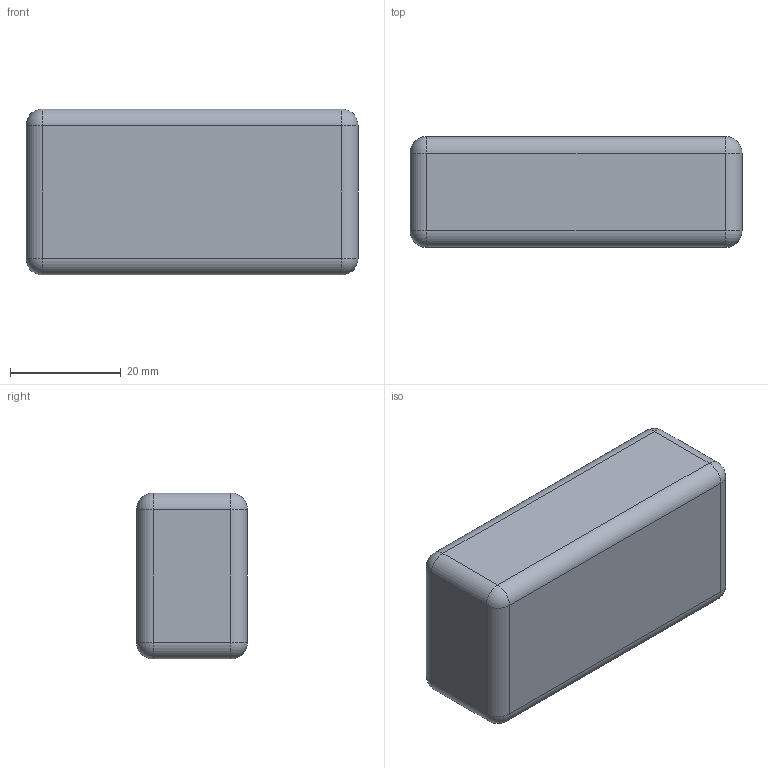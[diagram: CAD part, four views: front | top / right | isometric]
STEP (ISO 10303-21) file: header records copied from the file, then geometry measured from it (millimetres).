
FILE_DESCRIPTION (( 'STEP AP203' ), '1' );
FILE_NAME ('Tattu_750_3s_OFD.STEP', '2022-08-08T13:58:19', ( '' ), ( '' ), 'SwSTEP 2.0', 'SolidWorks 2020', '' );
FILE_SCHEMA (( 'CONFIG_CONTROL_DESIGN' ));
Length unit declared in the file: millimetre
Products named in the file (1): Tattu_750_3s_OFD
Bounding box: 60 x 20 x 30 mm (x, y, z)
Volume: 35177.8 mm3; surface area: 6683.3 mm2
Topology: 1 solids, 1 shells, 159 faces, 419 edges, 266 vertices
Faces by surface type: plane 78, bspline 61, cylinder 12, sphere 8
Entity records: 7992 total; most frequent: CARTESIAN_POINT 4442, ORIENTED_EDGE 822, DIRECTION 511, EDGE_CURVE 411, VERTEX_POINT 266, LINE 265, VECTOR 265, EDGE_LOOP 171
